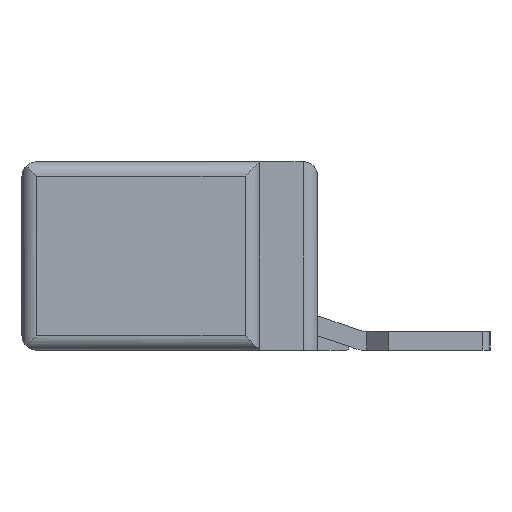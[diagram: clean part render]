
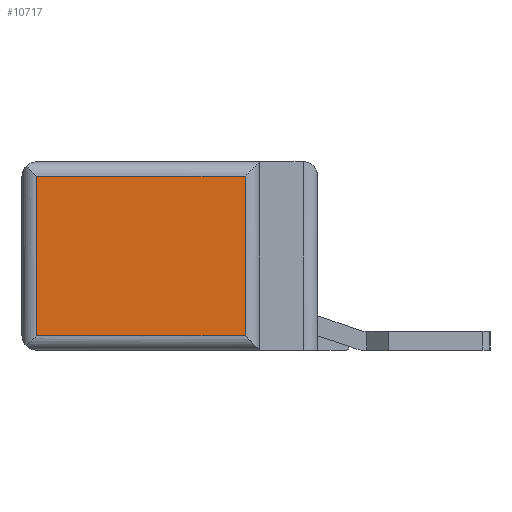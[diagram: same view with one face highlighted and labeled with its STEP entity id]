
A CAD part, left-side view. The second image highlights one B-rep face of the part: STEP entity #10717.
In plain terms, the highlighted planar face has unit normal (-1, 0, 0).
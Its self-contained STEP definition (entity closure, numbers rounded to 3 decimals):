
#391 = CYLINDRICAL_SURFACE('',#392,1.);
#392 = AXIS2_PLACEMENT_3D('',#393,#394,#395);
#393 = CARTESIAN_POINT('',(-109.75,-90.,-5.5));
#394 = DIRECTION('',(0.,1.,0.));
#395 = DIRECTION('',(1.,0.,0.));
#8280 = CYLINDRICAL_SURFACE('',#8281,1.);
#8281 = AXIS2_PLACEMENT_3D('',#8282,#8283,#8284);
#8282 = CARTESIAN_POINT('',(-109.75,-90.,5.5));
#8283 = DIRECTION('',(0.,1.,0.));
#8284 = DIRECTION('',(1.,0.,0.));
#9257 = CYLINDRICAL_SURFACE('',#9258,1.);
#9258 = AXIS2_PLACEMENT_3D('',#9259,#9260,#9261);
#9259 = CARTESIAN_POINT('',(-109.75,5.,-6.5));
#9260 = DIRECTION('',(0.,0.,1.));
#9261 = DIRECTION('',(1.,0.,0.));
#9276 = VERTEX_POINT('',#9277);
#9277 = CARTESIAN_POINT('',(-110.75,5.,5.5));
#9347 = EDGE_CURVE('',#9348,#9276,#9350,.T.);
#9348 = VERTEX_POINT('',#9349);
#9349 = CARTESIAN_POINT('',(-110.75,5.,-5.5));
#9350 = SURFACE_CURVE('',#9351,(#9355,#9362),.PCURVE_S1.);
#9351 = LINE('',#9352,#9353);
#9352 = CARTESIAN_POINT('',(-110.75,5.,-5.5));
#9353 = VECTOR('',#9354,1.);
#9354 = DIRECTION('',(0.,0.,1.));
#9355 = PCURVE('',#9257,#9356);
#9356 = DEFINITIONAL_REPRESENTATION('',(#9357),#9361);
#9357 = LINE('',#9358,#9359);
#9358 = CARTESIAN_POINT('',(3.142,1.));
#9359 = VECTOR('',#9360,1.);
#9360 = DIRECTION('',(0.,1.));
#9361 = ( GEOMETRIC_REPRESENTATION_CONTEXT(2) 
PARAMETRIC_REPRESENTATION_CONTEXT() REPRESENTATION_CONTEXT('2D SPACE',''
  ) );
#9362 = PCURVE('',#9363,#9368);
#9363 = PLANE('',#9364);
#9364 = AXIS2_PLACEMENT_3D('',#9365,#9366,#9367);
#9365 = CARTESIAN_POINT('',(-110.75,19.4,-6.5));
#9366 = DIRECTION('',(-1.,0.,0.));
#9367 = DIRECTION('',(0.,-1.,0.));
#9368 = DEFINITIONAL_REPRESENTATION('',(#9369),#9373);
#9369 = LINE('',#9370,#9371);
#9370 = CARTESIAN_POINT('',(14.4,1.));
#9371 = VECTOR('',#9372,1.);
#9372 = DIRECTION('',(0.,1.));
#9373 = ( GEOMETRIC_REPRESENTATION_CONTEXT(2) 
PARAMETRIC_REPRESENTATION_CONTEXT() REPRESENTATION_CONTEXT('2D SPACE',''
  ) );
#9450 = EDGE_CURVE('',#9348,#9451,#9453,.T.);
#9451 = VERTEX_POINT('',#9452);
#9452 = CARTESIAN_POINT('',(-110.75,19.4,-5.5));
#9453 = SURFACE_CURVE('',#9454,(#9458,#9465),.PCURVE_S1.);
#9454 = LINE('',#9455,#9456);
#9455 = CARTESIAN_POINT('',(-110.75,5.,-5.5));
#9456 = VECTOR('',#9457,1.);
#9457 = DIRECTION('',(0.,1.,0.));
#9458 = PCURVE('',#391,#9459);
#9459 = DEFINITIONAL_REPRESENTATION('',(#9460),#9464);
#9460 = LINE('',#9461,#9462);
#9461 = CARTESIAN_POINT('',(3.142,95.));
#9462 = VECTOR('',#9463,1.);
#9463 = DIRECTION('',(0.,1.));
#9464 = ( GEOMETRIC_REPRESENTATION_CONTEXT(2) 
PARAMETRIC_REPRESENTATION_CONTEXT() REPRESENTATION_CONTEXT('2D SPACE',''
  ) );
#9465 = PCURVE('',#9363,#9466);
#9466 = DEFINITIONAL_REPRESENTATION('',(#9467),#9471);
#9467 = LINE('',#9468,#9469);
#9468 = CARTESIAN_POINT('',(14.4,1.));
#9469 = VECTOR('',#9470,1.);
#9470 = DIRECTION('',(-1.,0.));
#9471 = ( GEOMETRIC_REPRESENTATION_CONTEXT(2) 
PARAMETRIC_REPRESENTATION_CONTEXT() REPRESENTATION_CONTEXT('2D SPACE',''
  ) );
#9514 = CYLINDRICAL_SURFACE('',#9515,1.);
#9515 = AXIS2_PLACEMENT_3D('',#9516,#9517,#9518);
#9516 = CARTESIAN_POINT('',(-109.75,19.4,-6.5));
#9517 = DIRECTION('',(0.,0.,1.));
#9518 = DIRECTION('',(1.,0.,0.));
#10627 = VERTEX_POINT('',#10628);
#10628 = CARTESIAN_POINT('',(-110.75,19.4,5.5));
#10696 = EDGE_CURVE('',#9276,#10627,#10697,.T.);
#10697 = SURFACE_CURVE('',#10698,(#10702,#10709),.PCURVE_S1.);
#10698 = LINE('',#10699,#10700);
#10699 = CARTESIAN_POINT('',(-110.75,5.,5.5));
#10700 = VECTOR('',#10701,1.);
#10701 = DIRECTION('',(0.,1.,0.));
#10702 = PCURVE('',#8280,#10703);
#10703 = DEFINITIONAL_REPRESENTATION('',(#10704),#10708);
#10704 = LINE('',#10705,#10706);
#10705 = CARTESIAN_POINT('',(3.142,95.));
#10706 = VECTOR('',#10707,1.);
#10707 = DIRECTION('',(0.,1.));
#10708 = ( GEOMETRIC_REPRESENTATION_CONTEXT(2) 
PARAMETRIC_REPRESENTATION_CONTEXT() REPRESENTATION_CONTEXT('2D SPACE',''
  ) );
#10709 = PCURVE('',#9363,#10710);
#10710 = DEFINITIONAL_REPRESENTATION('',(#10711),#10715);
#10711 = LINE('',#10712,#10713);
#10712 = CARTESIAN_POINT('',(14.4,12.));
#10713 = VECTOR('',#10714,1.);
#10714 = DIRECTION('',(-1.,0.));
#10715 = ( GEOMETRIC_REPRESENTATION_CONTEXT(2) 
PARAMETRIC_REPRESENTATION_CONTEXT() REPRESENTATION_CONTEXT('2D SPACE',''
  ) );
#10717 = ADVANCED_FACE('',(#10718),#9363,.T.);
#10718 = FACE_BOUND('',#10719,.F.);
#10719 = EDGE_LOOP('',(#10720,#10721,#10742,#10743));
#10720 = ORIENTED_EDGE('',*,*,#9450,.T.);
#10721 = ORIENTED_EDGE('',*,*,#10722,.T.);
#10722 = EDGE_CURVE('',#9451,#10627,#10723,.T.);
#10723 = SURFACE_CURVE('',#10724,(#10728,#10735),.PCURVE_S1.);
#10724 = LINE('',#10725,#10726);
#10725 = CARTESIAN_POINT('',(-110.75,19.4,-5.5));
#10726 = VECTOR('',#10727,1.);
#10727 = DIRECTION('',(0.,0.,1.));
#10728 = PCURVE('',#9363,#10729);
#10729 = DEFINITIONAL_REPRESENTATION('',(#10730),#10734);
#10730 = LINE('',#10731,#10732);
#10731 = CARTESIAN_POINT('',(0.,1.));
#10732 = VECTOR('',#10733,1.);
#10733 = DIRECTION('',(0.,1.));
#10734 = ( GEOMETRIC_REPRESENTATION_CONTEXT(2) 
PARAMETRIC_REPRESENTATION_CONTEXT() REPRESENTATION_CONTEXT('2D SPACE',''
  ) );
#10735 = PCURVE('',#9514,#10736);
#10736 = DEFINITIONAL_REPRESENTATION('',(#10737),#10741);
#10737 = LINE('',#10738,#10739);
#10738 = CARTESIAN_POINT('',(3.142,1.));
#10739 = VECTOR('',#10740,1.);
#10740 = DIRECTION('',(0.,1.));
#10741 = ( GEOMETRIC_REPRESENTATION_CONTEXT(2) 
PARAMETRIC_REPRESENTATION_CONTEXT() REPRESENTATION_CONTEXT('2D SPACE',''
  ) );
#10742 = ORIENTED_EDGE('',*,*,#10696,.F.);
#10743 = ORIENTED_EDGE('',*,*,#9347,.F.);
